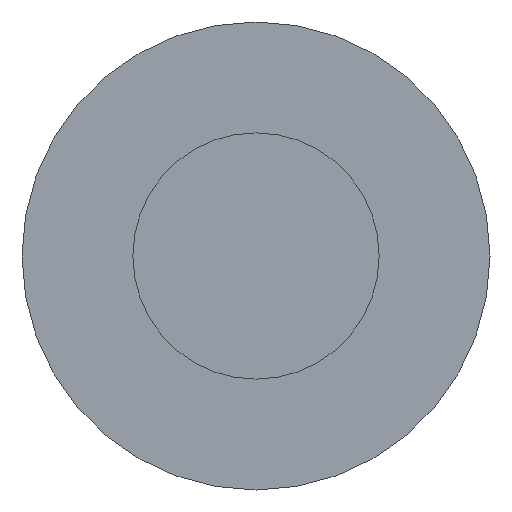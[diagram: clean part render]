
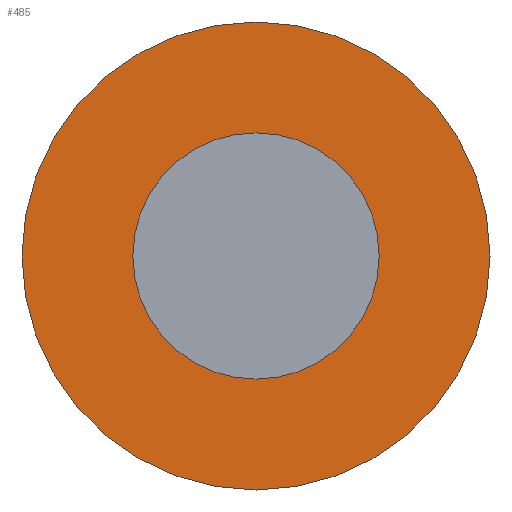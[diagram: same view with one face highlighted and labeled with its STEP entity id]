
A CAD part, front view. The second image highlights one B-rep face of the part: STEP entity #485.
In plain terms, the highlighted planar face has unit normal (0, -1, 0).
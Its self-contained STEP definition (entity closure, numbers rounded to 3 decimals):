
#4 = EDGE_CURVE ( 'NONE', #32, #111, #432, .T. ) ;
#7 = AXIS2_PLACEMENT_3D ( 'NONE', #420, #474, #444 ) ;
#15 = AXIS2_PLACEMENT_3D ( 'NONE', #418, #35, #216 ) ;
#19 = CARTESIAN_POINT ( 'NONE',  ( 0., 0., 1.5 ) ) ;
#29 = EDGE_CURVE ( 'NONE', #378, #297, #229, .T. ) ;
#32 = VERTEX_POINT ( 'NONE', #19 ) ;
#35 = DIRECTION ( 'NONE',  ( 0., -1., 0. ) ) ;
#37 = EDGE_CURVE ( 'NONE', #111, #32, #215, .T. ) ;
#60 = CARTESIAN_POINT ( 'NONE',  ( 0., 0., 0. ) ) ;
#63 = DIRECTION ( 'NONE',  ( 0., -1., 0. ) ) ;
#78 = DIRECTION ( 'NONE',  ( 0., 0., -1. ) ) ;
#82 = DIRECTION ( 'NONE',  ( 0., 0., -1. ) ) ;
#110 = CARTESIAN_POINT ( 'NONE',  ( 0., 0., 0. ) ) ;
#111 = VERTEX_POINT ( 'NONE', #428 ) ;
#124 = DIRECTION ( 'NONE',  ( 0., -1., 0. ) ) ;
#129 = CARTESIAN_POINT ( 'NONE',  ( 0., 0., 0. ) ) ;
#134 = DIRECTION ( 'NONE',  ( 0., 0., -1. ) ) ;
#135 = ORIENTED_EDGE ( 'NONE', *, *, #267, .T. ) ;
#157 = FACE_OUTER_BOUND ( 'NONE', #231, .T. ) ;
#168 = CARTESIAN_POINT ( 'NONE',  ( 0., 0., 2.85 ) ) ;
#180 = ORIENTED_EDGE ( 'NONE', *, *, #37, .F. ) ;
#215 = CIRCLE ( 'NONE', #405, 1.5 ) ;
#216 = DIRECTION ( 'NONE',  ( 0., 0., -1. ) ) ;
#229 = CIRCLE ( 'NONE', #281, 2.85 ) ;
#231 = EDGE_LOOP ( 'NONE', ( #341, #135 ) ) ;
#250 = EDGE_LOOP ( 'NONE', ( #180, #441 ) ) ;
#252 = CIRCLE ( 'NONE', #7, 2.85 ) ;
#253 = FACE_BOUND ( 'NONE', #250, .T. ) ;
#254 = DIRECTION ( 'NONE',  ( 0., -1., 0. ) ) ;
#260 = CARTESIAN_POINT ( 'NONE',  ( 0., 0., -2.85 ) ) ;
#267 = EDGE_CURVE ( 'NONE', #297, #378, #252, .T. ) ;
#281 = AXIS2_PLACEMENT_3D ( 'NONE', #60, #63, #78 ) ;
#297 = VERTEX_POINT ( 'NONE', #168 ) ;
#341 = ORIENTED_EDGE ( 'NONE', *, *, #29, .T. ) ;
#377 = PLANE ( 'NONE',  #15 ) ;
#378 = VERTEX_POINT ( 'NONE', #260 ) ;
#405 = AXIS2_PLACEMENT_3D ( 'NONE', #110, #124, #134 ) ;
#418 = CARTESIAN_POINT ( 'NONE',  ( 0., 0., 0. ) ) ;
#420 = CARTESIAN_POINT ( 'NONE',  ( 0., 0., 0. ) ) ;
#428 = CARTESIAN_POINT ( 'NONE',  ( 0., 0., -1.5 ) ) ;
#432 = CIRCLE ( 'NONE', #499, 1.5 ) ;
#441 = ORIENTED_EDGE ( 'NONE', *, *, #4, .F. ) ;
#444 = DIRECTION ( 'NONE',  ( 0., 0., -1. ) ) ;
#474 = DIRECTION ( 'NONE',  ( 0., -1., 0. ) ) ;
#485 = ADVANCED_FACE ( 'NONE', ( #253, #157 ), #377, .T. ) ;
#499 = AXIS2_PLACEMENT_3D ( 'NONE', #129, #254, #82 ) ;
